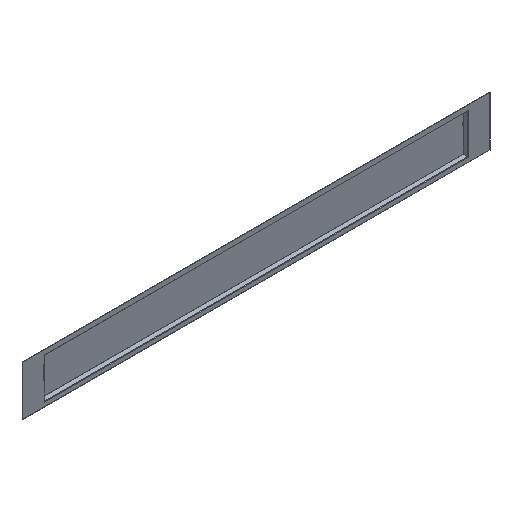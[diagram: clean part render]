
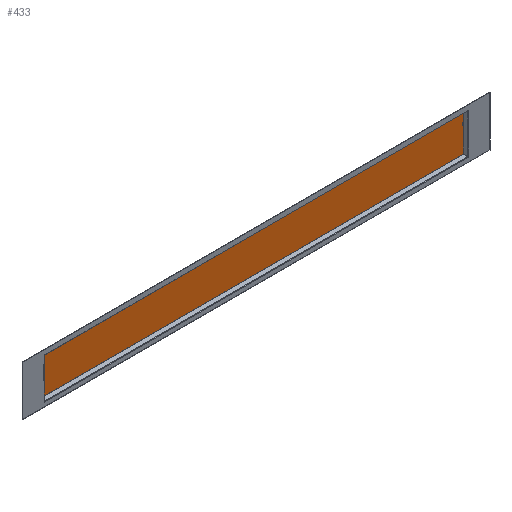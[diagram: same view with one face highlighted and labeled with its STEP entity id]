
A CAD part, isometric view. The second image highlights one B-rep face of the part: STEP entity #433.
In plain terms, the highlighted planar face has unit normal (0, -1, 0).
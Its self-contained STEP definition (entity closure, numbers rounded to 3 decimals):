
#10 = DIRECTION ( 'NONE',  ( 0., 0., 1. ) ) ;
#36 = CARTESIAN_POINT ( 'NONE',  ( 0., 3., 8.801 ) ) ;
#37 = DIRECTION ( 'NONE',  ( 1., 0., 0. ) ) ;
#79 = CARTESIAN_POINT ( 'NONE',  ( 274.199, 3., 8.801 ) ) ;
#80 = CARTESIAN_POINT ( 'NONE',  ( -274.199, 3., 8.801 ) ) ;
#85 = CARTESIAN_POINT ( 'NONE',  ( 274.199, 3., 56.199 ) ) ;
#87 = CARTESIAN_POINT ( 'NONE',  ( -274.199, 3., 56.199 ) ) ;
#90 = CARTESIAN_POINT ( 'NONE',  ( 0., 3., 0. ) ) ;
#98 = PLANE ( 'NONE',  #452 ) ;
#100 = DIRECTION ( 'NONE',  ( 0., -1., 0. ) ) ;
#101 = DIRECTION ( 'NONE',  ( 0., 0., -1. ) ) ;
#167 = CARTESIAN_POINT ( 'NONE',  ( 0., 3., 56.199 ) ) ;
#177 = CARTESIAN_POINT ( 'NONE',  ( -274.199, 3., 0. ) ) ;
#179 = DIRECTION ( 'NONE',  ( 0., 0., -1. ) ) ;
#180 = DIRECTION ( 'NONE',  ( -1., 0., 0. ) ) ;
#182 = CARTESIAN_POINT ( 'NONE',  ( 274.199, 3., 0. ) ) ;
#202 = FACE_OUTER_BOUND ( 'NONE', #278, .T. ) ;
#272 = ORIENTED_EDGE ( 'NONE', *, *, #494, .T. ) ;
#273 = ORIENTED_EDGE ( 'NONE', *, *, #515, .T. ) ;
#274 = ORIENTED_EDGE ( 'NONE', *, *, #500, .T. ) ;
#275 = ORIENTED_EDGE ( 'NONE', *, *, #495, .T. ) ;
#278 = EDGE_LOOP ( 'NONE', ( #272, #273, #274, #275 ) ) ;
#310 = VERTEX_POINT ( 'NONE', #79 ) ;
#311 = VERTEX_POINT ( 'NONE', #80 ) ;
#327 = LINE ( 'NONE', #36, #381 ) ;
#334 = VECTOR ( 'NONE', #10, 1000. ) ;
#368 = VERTEX_POINT ( 'NONE', #85 ) ;
#381 = VECTOR ( 'NONE', #37, 1000. ) ;
#386 = VERTEX_POINT ( 'NONE', #87 ) ;
#393 = LINE ( 'NONE', #177, #400 ) ;
#398 = VECTOR ( 'NONE', #180, 1000. ) ;
#400 = VECTOR ( 'NONE', #179, 1000. ) ;
#402 = LINE ( 'NONE', #182, #334 ) ;
#412 = LINE ( 'NONE', #167, #398 ) ;
#433 = ADVANCED_FACE ( 'NONE', ( #202 ), #98, .T. ) ;
#452 = AXIS2_PLACEMENT_3D ( 'NONE', #90, #100, #101 ) ;
#494 = EDGE_CURVE ( 'NONE', #386, #311, #393, .T. ) ;
#495 = EDGE_CURVE ( 'NONE', #368, #386, #412, .T. ) ;
#500 = EDGE_CURVE ( 'NONE', #310, #368, #402, .T. ) ;
#515 = EDGE_CURVE ( 'NONE', #311, #310, #327, .T. ) ;
